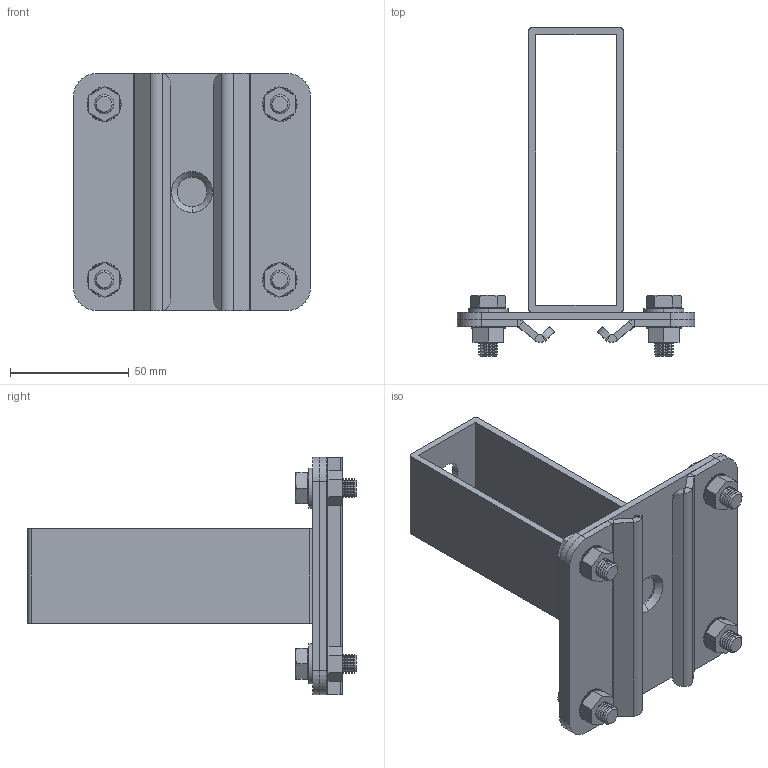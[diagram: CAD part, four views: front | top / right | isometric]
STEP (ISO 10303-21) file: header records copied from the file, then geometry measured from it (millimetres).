
FILE_DESCRIPTION (( 'STEP AP203' ), '1' );
FILE_NAME ('T84175.STEP', '2018-09-18T15:09:49', ( '' ), ( '' ), 'SwSTEP 2.0', 'SolidWorks 2016', '' );
FILE_SCHEMA (( 'CONFIG_CONTROL_DESIGN' ));
Length unit declared in the file: millimetre
Products named in the file (8): TH1545; A Washer_Bright washer BS 4320 - M8 (Form A); Hex Screw GradeC_Doughty Fastners_ISO 4018 - M8 x 20-WS; TH1273; F936; T84175; TH1546; TH1359
Assembly tree (17 placements, depth 3):
  T84175
    TH1546
      TH1359
      TH1545
    TH1273  x2
    F936  x4
    A Washer_Bright washer BS 4320 - M8 (Form A)  x4
    Hex Screw GradeC_Doughty Fastners_ISO 4018 - M8 x 20-WS  x4
Bounding box: 100 x 138.4 x 100 mm (x, y, z)
Volume: 100393.2 mm3; surface area: 75187.2 mm2
Topology: 16 solids, 16 shells, 1211 faces, 3145 edges, 1992 vertices
Faces by surface type: cylinder 472, plane 374, cone 274, bspline 91
Entity records: 22324 total; most frequent: CARTESIAN_POINT 8875, ORIENTED_EDGE 2668, DIRECTION 2428, EDGE_CURVE 1334, VERTEX_POINT 860, AXIS2_PLACEMENT_3D 847, LINE 734, VECTOR 734
